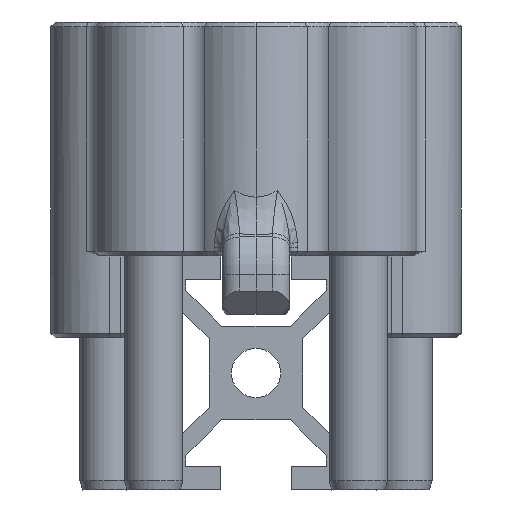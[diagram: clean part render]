
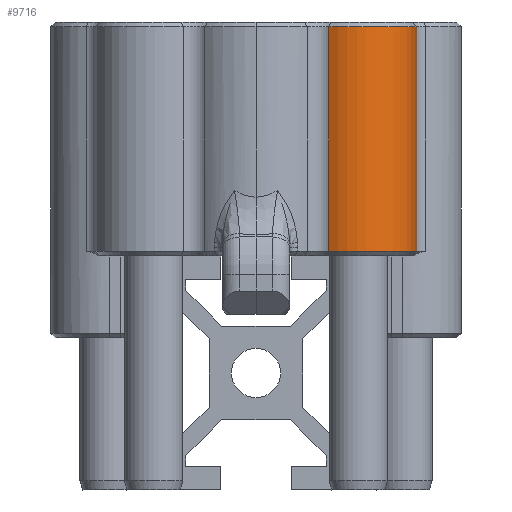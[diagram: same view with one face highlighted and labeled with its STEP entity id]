
A CAD part, front view. The second image highlights one B-rep face of the part: STEP entity #9716.
In plain terms, the highlighted cylindrical face has radius 5 mm (diameter 10 mm), a partial arc.
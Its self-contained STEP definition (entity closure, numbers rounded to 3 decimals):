
#221=CYLINDRICAL_SURFACE('',#10624,5.);
#458=CIRCLE('',#10070,5.);
#657=CIRCLE('',#10589,5.);
#1196=FACE_OUTER_BOUND('',#1795,.T.);
#1795=EDGE_LOOP('',(#8118,#8119,#8120,#8121));
#2658=LINE('',#16467,#3626);
#2660=LINE('',#16470,#3628);
#3626=VECTOR('',#12885,10.);
#3628=VECTOR('',#12889,10.);
#4067=VERTEX_POINT('',#14111);
#4068=VERTEX_POINT('',#14115);
#4542=VERTEX_POINT('',#16277);
#4543=VERTEX_POINT('',#16281);
#4964=EDGE_CURVE('',#4068,#4067,#458,.T.);
#5759=EDGE_CURVE('',#4543,#4542,#657,.T.);
#5799=EDGE_CURVE('',#4542,#4067,#2658,.T.);
#5801=EDGE_CURVE('',#4068,#4543,#2660,.T.);
#8118=ORIENTED_EDGE('',*,*,#4964,.F.);
#8119=ORIENTED_EDGE('',*,*,#5801,.T.);
#8120=ORIENTED_EDGE('',*,*,#5759,.T.);
#8121=ORIENTED_EDGE('',*,*,#5799,.T.);
#9716=ADVANCED_FACE('',(#1196),#221,.T.);
#10070=AXIS2_PLACEMENT_3D('',#14117,#11232,#11233);
#10589=AXIS2_PLACEMENT_3D('',#16283,#12797,#12798);
#10624=AXIS2_PLACEMENT_3D('',#16469,#12887,#12888);
#11232=DIRECTION('center_axis',(0.,0.,1.));
#11233=DIRECTION('ref_axis',(0.863,0.505,0.));
#12797=DIRECTION('center_axis',(0.,0.,1.));
#12798=DIRECTION('ref_axis',(0.863,0.505,0.));
#12885=DIRECTION('',(0.,0.,1.));
#12887=DIRECTION('center_axis',(0.,0.,1.));
#12888=DIRECTION('ref_axis',(0.863,0.505,0.));
#12889=DIRECTION('',(0.,0.,-1.));
#14111=CARTESIAN_POINT('',(13.613,-11.339,-0.4));
#14115=CARTESIAN_POINT('',(6.217,-16.811,-0.4));
#14117=CARTESIAN_POINT('Origin',(8.749,-12.5,-0.4));
#16277=CARTESIAN_POINT('',(13.613,-11.339,-19.6));
#16281=CARTESIAN_POINT('',(6.217,-16.811,-19.6));
#16283=CARTESIAN_POINT('Origin',(8.749,-12.5,-19.6));
#16467=CARTESIAN_POINT('',(13.613,-11.339,0.));
#16469=CARTESIAN_POINT('Origin',(8.749,-12.5,0.));
#16470=CARTESIAN_POINT('',(6.217,-16.811,0.));
